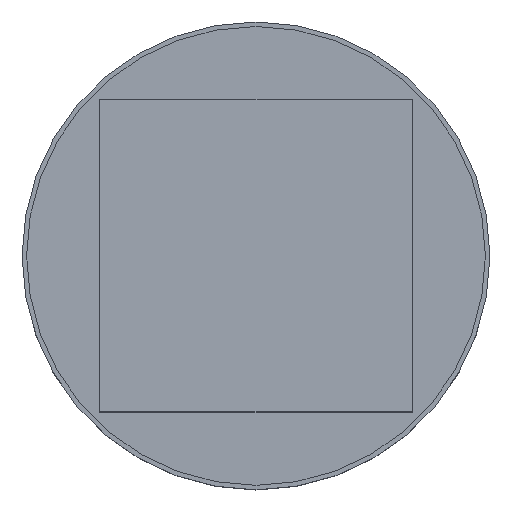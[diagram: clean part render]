
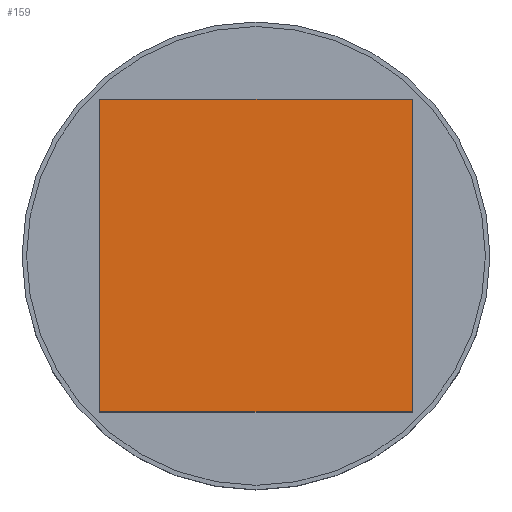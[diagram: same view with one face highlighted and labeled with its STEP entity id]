
A CAD part, top view. The second image highlights one B-rep face of the part: STEP entity #159.
In plain terms, the highlighted planar face has unit normal (0, 0, 1).
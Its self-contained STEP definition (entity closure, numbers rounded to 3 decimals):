
#88 = VERTEX_POINT ( 'NONE', #460 ) ;
#90 = EDGE_CURVE ( 'NONE', #151, #88, #458, .T. ) ;
#123 = EDGE_CURVE ( 'NONE', #127, #142, #326, .T. ) ;
#127 = VERTEX_POINT ( 'NONE', #322 ) ;
#136 = ORIENTED_EDGE ( 'NONE', *, *, #123, .T. ) ;
#138 = ORIENTED_EDGE ( 'NONE', *, *, #157, .T. ) ;
#139 = ORIENTED_EDGE ( 'NONE', *, *, #90, .T. ) ;
#141 = EDGE_LOOP ( 'NONE', ( #138, #139, #156, #136 ) ) ;
#142 = VERTEX_POINT ( 'NONE', #381 ) ;
#151 = VERTEX_POINT ( 'NONE', #360 ) ;
#156 = ORIENTED_EDGE ( 'NONE', *, *, #161, .T. ) ;
#157 = EDGE_CURVE ( 'NONE', #142, #151, #384, .T. ) ;
#159 = ADVANCED_FACE ( 'NONE', ( #400 ), #412, .F. ) ;
#161 = EDGE_CURVE ( 'NONE', #88, #127, #416, .T. ) ;
#316 = DIRECTION ( 'NONE',  ( -1., 0., 0. ) ) ;
#322 = CARTESIAN_POINT ( 'NONE',  ( -4.5, -4.5, 9. ) ) ;
#323 = DIRECTION ( 'NONE',  ( 1., 0., 0. ) ) ;
#324 = VECTOR ( 'NONE', #323, 1000. ) ;
#325 = CARTESIAN_POINT ( 'NONE',  ( -4.5, -4.5, 9. ) ) ;
#326 = LINE ( 'NONE', #325, #324 ) ;
#360 = CARTESIAN_POINT ( 'NONE',  ( 4.5, 4.5, 9. ) ) ;
#381 = CARTESIAN_POINT ( 'NONE',  ( 4.5, -4.5, 9. ) ) ;
#384 = LINE ( 'NONE', #397, #396 ) ;
#395 = DIRECTION ( 'NONE',  ( 0., 1., 0. ) ) ;
#396 = VECTOR ( 'NONE', #395, 1000. ) ;
#397 = CARTESIAN_POINT ( 'NONE',  ( 4.5, -4.5, 9. ) ) ;
#400 = FACE_OUTER_BOUND ( 'NONE', #141, .T. ) ;
#407 = DIRECTION ( 'NONE',  ( 0., -1., 0. ) ) ;
#409 = DIRECTION ( 'NONE',  ( -1., 0., 0. ) ) ;
#410 = DIRECTION ( 'NONE',  ( 0., 0., -1. ) ) ;
#411 = CARTESIAN_POINT ( 'NONE',  ( 0., 6.6, 9. ) ) ;
#412 = PLANE ( 'NONE',  #413 ) ;
#413 = AXIS2_PLACEMENT_3D ( 'NONE', #411, #410, #409 ) ;
#414 = VECTOR ( 'NONE', #407, 1000. ) ;
#415 = CARTESIAN_POINT ( 'NONE',  ( -4.5, 4.5, 9. ) ) ;
#416 = LINE ( 'NONE', #415, #414 ) ;
#456 = VECTOR ( 'NONE', #316, 1000. ) ;
#457 = CARTESIAN_POINT ( 'NONE',  ( 4.5, 4.5, 9. ) ) ;
#458 = LINE ( 'NONE', #457, #456 ) ;
#460 = CARTESIAN_POINT ( 'NONE',  ( -4.5, 4.5, 9. ) ) ;
